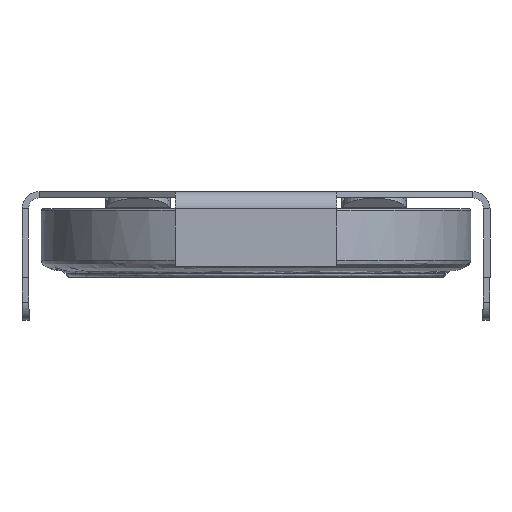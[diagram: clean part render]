
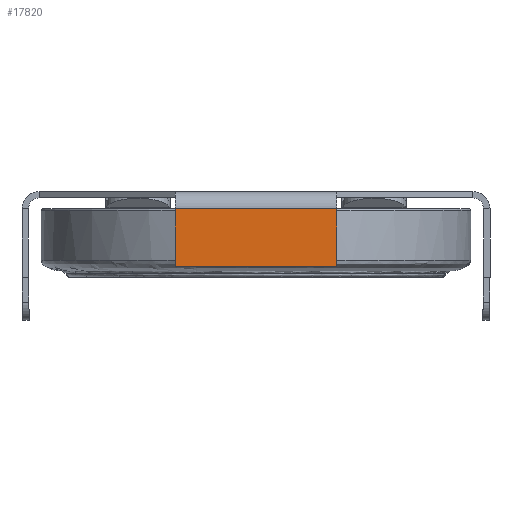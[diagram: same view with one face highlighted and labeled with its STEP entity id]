
A CAD part, front view. The second image highlights one B-rep face of the part: STEP entity #17820.
In plain terms, the highlighted planar face has unit normal (0, -1, 0).
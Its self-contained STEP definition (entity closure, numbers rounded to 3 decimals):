
#15663 = CYLINDRICAL_SURFACE('',#15664,0.8);
#15664 = AXIS2_PLACEMENT_3D('',#15665,#15666,#15667);
#15665 = CARTESIAN_POINT('',(-3.75,-9.8,3.207));
#15666 = DIRECTION('',(-1.,0.,0.));
#15667 = DIRECTION('',(0.,-1.,0.));
#17320 = VERTEX_POINT('',#17321);
#17321 = CARTESIAN_POINT('',(3.75,-10.6,3.207));
#17335 = PLANE('',#17336);
#17336 = AXIS2_PLACEMENT_3D('',#17337,#17338,#17339);
#17337 = CARTESIAN_POINT('',(3.75,-10.6,3.707));
#17338 = DIRECTION('',(-1.,0.,0.));
#17339 = DIRECTION('',(0.,-1.,0.));
#17490 = VERTEX_POINT('',#17491);
#17491 = CARTESIAN_POINT('',(-3.75,-10.6,3.207));
#17505 = PLANE('',#17506);
#17506 = AXIS2_PLACEMENT_3D('',#17507,#17508,#17509);
#17507 = CARTESIAN_POINT('',(-3.75,-10.6,0.507));
#17508 = DIRECTION('',(1.,0.,0.));
#17509 = DIRECTION('',(0.,1.,0.));
#17571 = EDGE_CURVE('',#17490,#17320,#17572,.T.);
#17572 = SURFACE_CURVE('',#17573,(#17577,#17606),.PCURVE_S1.);
#17573 = LINE('',#17574,#17575);
#17574 = CARTESIAN_POINT('',(3.75,-10.6,3.207));
#17575 = VECTOR('',#17576,1.);
#17576 = DIRECTION('',(1.,0.,0.));
#17577 = PCURVE('',#15663,#17578);
#17578 = DEFINITIONAL_REPRESENTATION('',(#17579),#17605);
#17579 = B_SPLINE_CURVE_WITH_KNOTS('',3,(#17580,#17581,#17582,#17583,
    #17584,#17585,#17586,#17587,#17588,#17589,#17590,#17591,#17592,
    #17593,#17594,#17595,#17596,#17597,#17598,#17599,#17600,#17601,
    #17602,#17603,#17604),.UNSPECIFIED.,.F.,.F.,(4,1,1,1,1,1,1,1,1,1,1,1
    ,1,1,1,1,1,1,1,1,1,1,4),(-7.5,-7.159,-6.818,
    -6.477,-6.136,-5.795,-5.455,
    -5.114,-4.773,-4.432,-4.091,
    -3.75,-3.409,-3.068,-2.727,
    -2.386,-2.045,-1.705,-1.364,
    -1.023,-0.682,-0.341,0.
    ),.QUASI_UNIFORM_KNOTS.);
#17580 = CARTESIAN_POINT('',(0.,0.));
#17581 = CARTESIAN_POINT('',(0.,-0.114));
#17582 = CARTESIAN_POINT('',(0.,-0.341));
#17583 = CARTESIAN_POINT('',(0.,-0.682));
#17584 = CARTESIAN_POINT('',(0.,-1.023));
#17585 = CARTESIAN_POINT('',(0.,-1.364));
#17586 = CARTESIAN_POINT('',(0.,-1.705));
#17587 = CARTESIAN_POINT('',(0.,-2.045));
#17588 = CARTESIAN_POINT('',(0.,-2.386));
#17589 = CARTESIAN_POINT('',(0.,-2.727));
#17590 = CARTESIAN_POINT('',(0.,-3.068));
#17591 = CARTESIAN_POINT('',(0.,-3.409));
#17592 = CARTESIAN_POINT('',(0.,-3.75));
#17593 = CARTESIAN_POINT('',(0.,-4.091));
#17594 = CARTESIAN_POINT('',(0.,-4.432));
#17595 = CARTESIAN_POINT('',(0.,-4.773));
#17596 = CARTESIAN_POINT('',(0.,-5.114));
#17597 = CARTESIAN_POINT('',(0.,-5.455));
#17598 = CARTESIAN_POINT('',(0.,-5.795));
#17599 = CARTESIAN_POINT('',(0.,-6.136));
#17600 = CARTESIAN_POINT('',(0.,-6.477));
#17601 = CARTESIAN_POINT('',(0.,-6.818));
#17602 = CARTESIAN_POINT('',(0.,-7.159));
#17603 = CARTESIAN_POINT('',(0.,-7.386));
#17604 = CARTESIAN_POINT('',(0.,-7.5));
#17605 = ( GEOMETRIC_REPRESENTATION_CONTEXT(2) 
PARAMETRIC_REPRESENTATION_CONTEXT() REPRESENTATION_CONTEXT('2D SPACE',''
  ) );
#17606 = PCURVE('',#17607,#17612);
#17607 = PLANE('',#17608);
#17608 = AXIS2_PLACEMENT_3D('',#17609,#17610,#17611);
#17609 = CARTESIAN_POINT('',(0.,-10.6,
    3.707));
#17610 = DIRECTION('',(0.,1.,0.));
#17611 = DIRECTION('',(0.,0.,1.));
#17612 = DEFINITIONAL_REPRESENTATION('',(#17613),#17617);
#17613 = LINE('',#17614,#17615);
#17614 = CARTESIAN_POINT('',(-0.5,3.75));
#17615 = VECTOR('',#17616,1.);
#17616 = DIRECTION('',(0.,1.));
#17617 = ( GEOMETRIC_REPRESENTATION_CONTEXT(2) 
PARAMETRIC_REPRESENTATION_CONTEXT() REPRESENTATION_CONTEXT('2D SPACE',''
  ) );
#17702 = VERTEX_POINT('',#17703);
#17703 = CARTESIAN_POINT('',(-3.75,-10.6,0.507));
#17717 = PLANE('',#17718);
#17718 = AXIS2_PLACEMENT_3D('',#17719,#17720,#17721);
#17719 = CARTESIAN_POINT('',(3.75,-10.6,0.507));
#17720 = DIRECTION('',(0.,0.,1.));
#17721 = DIRECTION('',(0.,-1.,0.));
#17729 = EDGE_CURVE('',#17490,#17702,#17730,.T.);
#17730 = SURFACE_CURVE('',#17731,(#17735,#17742),.PCURVE_S1.);
#17731 = LINE('',#17732,#17733);
#17732 = CARTESIAN_POINT('',(-3.75,-10.6,3.707));
#17733 = VECTOR('',#17734,1.);
#17734 = DIRECTION('',(0.,0.,-1.));
#17735 = PCURVE('',#17505,#17736);
#17736 = DEFINITIONAL_REPRESENTATION('',(#17737),#17741);
#17737 = LINE('',#17738,#17739);
#17738 = CARTESIAN_POINT('',(0.,3.2));
#17739 = VECTOR('',#17740,1.);
#17740 = DIRECTION('',(0.,-1.));
#17741 = ( GEOMETRIC_REPRESENTATION_CONTEXT(2) 
PARAMETRIC_REPRESENTATION_CONTEXT() REPRESENTATION_CONTEXT('2D SPACE',''
  ) );
#17742 = PCURVE('',#17607,#17743);
#17743 = DEFINITIONAL_REPRESENTATION('',(#17744),#17748);
#17744 = LINE('',#17745,#17746);
#17745 = CARTESIAN_POINT('',(0.,-3.75));
#17746 = VECTOR('',#17747,1.);
#17747 = DIRECTION('',(-1.,0.));
#17748 = ( GEOMETRIC_REPRESENTATION_CONTEXT(2) 
PARAMETRIC_REPRESENTATION_CONTEXT() REPRESENTATION_CONTEXT('2D SPACE',''
  ) );
#17754 = EDGE_CURVE('',#17755,#17320,#17757,.T.);
#17755 = VERTEX_POINT('',#17756);
#17756 = CARTESIAN_POINT('',(3.75,-10.6,0.507));
#17757 = SURFACE_CURVE('',#17758,(#17762,#17769),.PCURVE_S1.);
#17758 = LINE('',#17759,#17760);
#17759 = CARTESIAN_POINT('',(3.75,-10.6,3.707));
#17760 = VECTOR('',#17761,1.);
#17761 = DIRECTION('',(0.,0.,1.));
#17762 = PCURVE('',#17335,#17763);
#17763 = DEFINITIONAL_REPRESENTATION('',(#17764),#17768);
#17764 = LINE('',#17765,#17766);
#17765 = CARTESIAN_POINT('',(0.,0.));
#17766 = VECTOR('',#17767,1.);
#17767 = DIRECTION('',(0.,1.));
#17768 = ( GEOMETRIC_REPRESENTATION_CONTEXT(2) 
PARAMETRIC_REPRESENTATION_CONTEXT() REPRESENTATION_CONTEXT('2D SPACE',''
  ) );
#17769 = PCURVE('',#17607,#17770);
#17770 = DEFINITIONAL_REPRESENTATION('',(#17771),#17775);
#17771 = LINE('',#17772,#17773);
#17772 = CARTESIAN_POINT('',(0.,3.75));
#17773 = VECTOR('',#17774,1.);
#17774 = DIRECTION('',(1.,0.));
#17775 = ( GEOMETRIC_REPRESENTATION_CONTEXT(2) 
PARAMETRIC_REPRESENTATION_CONTEXT() REPRESENTATION_CONTEXT('2D SPACE',''
  ) );
#17820 = ADVANCED_FACE('',(#17821),#17607,.F.);
#17821 = FACE_BOUND('',#17822,.T.);
#17822 = EDGE_LOOP('',(#17823,#17824,#17825,#17846));
#17823 = ORIENTED_EDGE('',*,*,#17571,.F.);
#17824 = ORIENTED_EDGE('',*,*,#17729,.T.);
#17825 = ORIENTED_EDGE('',*,*,#17826,.T.);
#17826 = EDGE_CURVE('',#17702,#17755,#17827,.T.);
#17827 = SURFACE_CURVE('',#17828,(#17832,#17839),.PCURVE_S1.);
#17828 = LINE('',#17829,#17830);
#17829 = CARTESIAN_POINT('',(0.,-10.6,
    0.507));
#17830 = VECTOR('',#17831,1.);
#17831 = DIRECTION('',(1.,0.,0.));
#17832 = PCURVE('',#17607,#17833);
#17833 = DEFINITIONAL_REPRESENTATION('',(#17834),#17838);
#17834 = LINE('',#17835,#17836);
#17835 = CARTESIAN_POINT('',(-3.2,0.));
#17836 = VECTOR('',#17837,1.);
#17837 = DIRECTION('',(0.,1.));
#17838 = ( GEOMETRIC_REPRESENTATION_CONTEXT(2) 
PARAMETRIC_REPRESENTATION_CONTEXT() REPRESENTATION_CONTEXT('2D SPACE',''
  ) );
#17839 = PCURVE('',#17717,#17840);
#17840 = DEFINITIONAL_REPRESENTATION('',(#17841),#17845);
#17841 = LINE('',#17842,#17843);
#17842 = CARTESIAN_POINT('',(0.,-3.75));
#17843 = VECTOR('',#17844,1.);
#17844 = DIRECTION('',(0.,1.));
#17845 = ( GEOMETRIC_REPRESENTATION_CONTEXT(2) 
PARAMETRIC_REPRESENTATION_CONTEXT() REPRESENTATION_CONTEXT('2D SPACE',''
  ) );
#17846 = ORIENTED_EDGE('',*,*,#17754,.T.);
